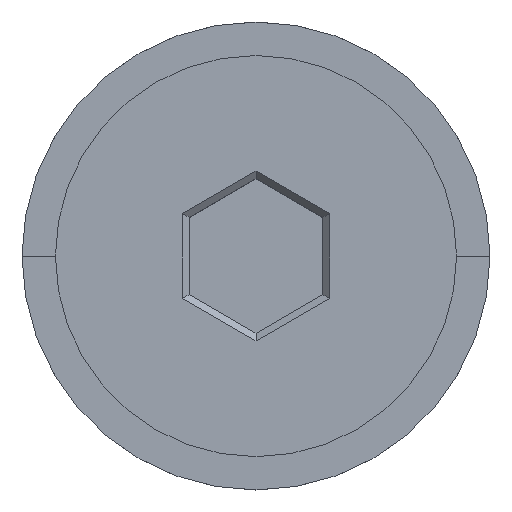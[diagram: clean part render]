
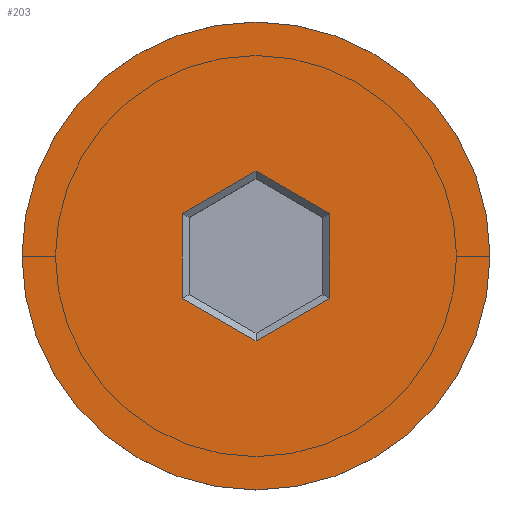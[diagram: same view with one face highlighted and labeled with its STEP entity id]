
A CAD part, top view. The second image highlights one B-rep face of the part: STEP entity #203.
In plain terms, the highlighted planar face has unit normal (0, 0, 1).
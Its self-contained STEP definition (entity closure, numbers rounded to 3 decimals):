
#9 = CARTESIAN_POINT ( 'NONE',  ( 1.1, -0.635, 0. ) ) ;
#32 = LINE ( 'NONE', #885, #300 ) ;
#61 = CARTESIAN_POINT ( 'NONE',  ( -1.1, 0.577, 0. ) ) ;
#75 = DIRECTION ( 'NONE',  ( 0., 1., 0. ) ) ;
#77 = VERTEX_POINT ( 'NONE', #775 ) ;
#80 = LINE ( 'NONE', #61, #1194 ) ;
#89 = VERTEX_POINT ( 'NONE', #1409 ) ;
#99 = VERTEX_POINT ( 'NONE', #1530 ) ;
#142 = DIRECTION ( 'NONE',  ( 0., 0., 1. ) ) ;
#149 = CIRCLE ( 'NONE', #173, 3.5 ) ;
#169 = ORIENTED_EDGE ( 'NONE', *, *, #1142, .T. ) ;
#170 = CARTESIAN_POINT ( 'NONE',  ( 1.1, -0.577, 0. ) ) ;
#173 = AXIS2_PLACEMENT_3D ( 'NONE', #1230, #142, #1238 ) ;
#186 = DIRECTION ( 'NONE',  ( 0., 0., 1. ) ) ;
#203 = ADVANCED_FACE ( 'NONE', ( #1430, #806 ), #1323, .T. ) ;
#215 = DIRECTION ( 'NONE',  ( 1., 0., 0. ) ) ;
#238 = VERTEX_POINT ( 'NONE', #9 ) ;
#245 = CARTESIAN_POINT ( 'NONE',  ( 1.05, 0.664, 0. ) ) ;
#250 = ORIENTED_EDGE ( 'NONE', *, *, #1502, .T. ) ;
#287 = LINE ( 'NONE', #170, #305 ) ;
#293 = ORIENTED_EDGE ( 'NONE', *, *, #908, .T. ) ;
#300 = VECTOR ( 'NONE', #1385, 1000. ) ;
#305 = VECTOR ( 'NONE', #652, 1000. ) ;
#347 = VERTEX_POINT ( 'NONE', #1550 ) ;
#377 = DIRECTION ( 'NONE',  ( -0.866, -0.5, 0. ) ) ;
#493 = CARTESIAN_POINT ( 'NONE',  ( 0.05, -1.241, 0. ) ) ;
#501 = EDGE_LOOP ( 'NONE', ( #957, #169 ) ) ;
#553 = VECTOR ( 'NONE', #899, 1000. ) ;
#593 = VERTEX_POINT ( 'NONE', #991 ) ;
#598 = CARTESIAN_POINT ( 'NONE',  ( 0., 0., 0. ) ) ;
#651 = DIRECTION ( 'NONE',  ( 1., 0., 0. ) ) ;
#652 = DIRECTION ( 'NONE',  ( 0., -1., 0. ) ) ;
#740 = DIRECTION ( 'NONE',  ( 0.866, -0.5, 0. ) ) ;
#761 = AXIS2_PLACEMENT_3D ( 'NONE', #953, #186, #651 ) ;
#775 = CARTESIAN_POINT ( 'NONE',  ( -3.5, 0., 0. ) ) ;
#806 = FACE_OUTER_BOUND ( 'NONE', #501, .T. ) ;
#810 = ORIENTED_EDGE ( 'NONE', *, *, #1018, .T. ) ;
#885 = CARTESIAN_POINT ( 'NONE',  ( -0.05, 1.241, 0. ) ) ;
#893 = VECTOR ( 'NONE', #740, 1000. ) ;
#896 = CIRCLE ( 'NONE', #761, 3.5 ) ;
#899 = DIRECTION ( 'NONE',  ( -0.866, 0.5, 0. ) ) ;
#908 = EDGE_CURVE ( 'NONE', #593, #1384, #1013, .T. ) ;
#913 = ORIENTED_EDGE ( 'NONE', *, *, #927, .T. ) ;
#927 = EDGE_CURVE ( 'NONE', #238, #593, #1474, .T. ) ;
#953 = CARTESIAN_POINT ( 'NONE',  ( 0., 0., 0. ) ) ;
#957 = ORIENTED_EDGE ( 'NONE', *, *, #1195, .T. ) ;
#964 = AXIS2_PLACEMENT_3D ( 'NONE', #598, #1334, #215 ) ;
#991 = CARTESIAN_POINT ( 'NONE',  ( 0., -1.27, 0. ) ) ;
#1013 = LINE ( 'NONE', #1513, #553 ) ;
#1018 = EDGE_CURVE ( 'NONE', #99, #1563, #1379, .T. ) ;
#1042 = CARTESIAN_POINT ( 'NONE',  ( 1.1, 0.635, 0. ) ) ;
#1048 = EDGE_LOOP ( 'NONE', ( #250, #1110, #810, #1456, #913, #293 ) ) ;
#1110 = ORIENTED_EDGE ( 'NONE', *, *, #1416, .T. ) ;
#1142 = EDGE_CURVE ( 'NONE', #77, #347, #896, .T. ) ;
#1194 = VECTOR ( 'NONE', #75, 1000. ) ;
#1195 = EDGE_CURVE ( 'NONE', #347, #77, #149, .T. ) ;
#1230 = CARTESIAN_POINT ( 'NONE',  ( 0., 0., 0. ) ) ;
#1238 = DIRECTION ( 'NONE',  ( 1., 0., 0. ) ) ;
#1249 = CARTESIAN_POINT ( 'NONE',  ( -1.1, -0.635, 0. ) ) ;
#1323 = PLANE ( 'NONE',  #964 ) ;
#1334 = DIRECTION ( 'NONE',  ( 0., 0., 1. ) ) ;
#1379 = LINE ( 'NONE', #245, #893 ) ;
#1384 = VERTEX_POINT ( 'NONE', #1249 ) ;
#1385 = DIRECTION ( 'NONE',  ( 0.866, 0.5, 0. ) ) ;
#1409 = CARTESIAN_POINT ( 'NONE',  ( -1.1, 0.635, 0. ) ) ;
#1416 = EDGE_CURVE ( 'NONE', #89, #99, #32, .T. ) ;
#1430 = FACE_BOUND ( 'NONE', #1048, .T. ) ;
#1441 = EDGE_CURVE ( 'NONE', #1563, #238, #287, .T. ) ;
#1456 = ORIENTED_EDGE ( 'NONE', *, *, #1441, .T. ) ;
#1474 = LINE ( 'NONE', #493, #1518 ) ;
#1502 = EDGE_CURVE ( 'NONE', #1384, #89, #80, .T. ) ;
#1513 = CARTESIAN_POINT ( 'NONE',  ( -1.05, -0.664, 0. ) ) ;
#1518 = VECTOR ( 'NONE', #377, 1000. ) ;
#1530 = CARTESIAN_POINT ( 'NONE',  ( 0., 1.27, 0. ) ) ;
#1550 = CARTESIAN_POINT ( 'NONE',  ( 3.5, 0., 0. ) ) ;
#1563 = VERTEX_POINT ( 'NONE', #1042 ) ;
